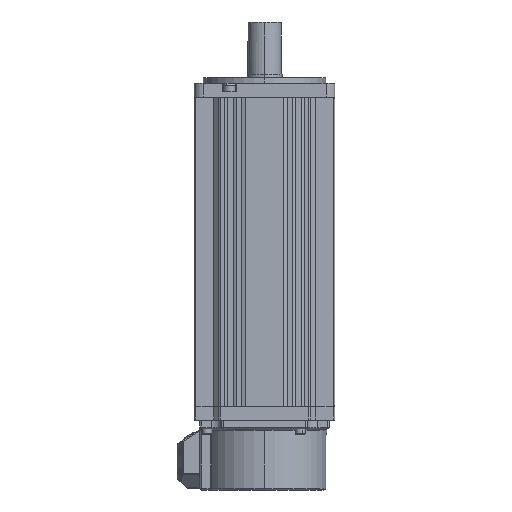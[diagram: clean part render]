
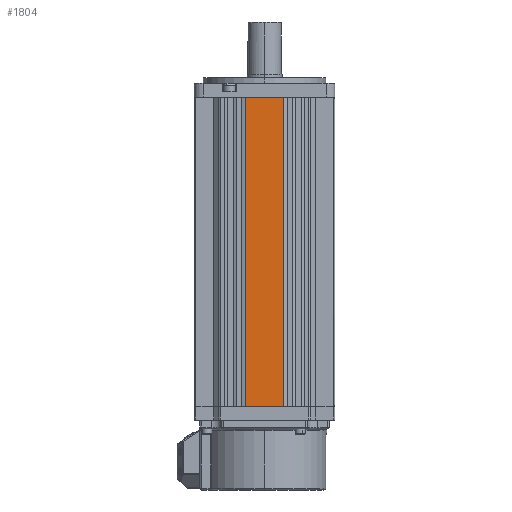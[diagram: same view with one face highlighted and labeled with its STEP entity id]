
A CAD part, left-side view. The second image highlights one B-rep face of the part: STEP entity #1804.
In plain terms, the highlighted planar face has unit normal (-1, 0, 0).
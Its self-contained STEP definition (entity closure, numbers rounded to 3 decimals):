
#1376 = EDGE_LOOP ( 'NONE', ( #5465, #7110, #3257, #3376 ) ) ;
#1804 = ADVANCED_FACE ( 'NONE', ( #4317 ), #19951, .T. ) ;
#2814 = LINE ( 'NONE', #16300, #15601 ) ;
#2948 = AXIS2_PLACEMENT_3D ( 'NONE', #8085, #17810, #17923 ) ;
#3113 = DIRECTION ( 'NONE',  ( 0., 0., 1. ) ) ;
#3257 = ORIENTED_EDGE ( 'NONE', *, *, #8205, .T. ) ;
#3373 = CARTESIAN_POINT ( 'NONE',  ( -80.262, -251.919, -325.493 ) ) ;
#3376 = ORIENTED_EDGE ( 'NONE', *, *, #15289, .T. ) ;
#4072 = DIRECTION ( 'NONE',  ( 0., 1., 0. ) ) ;
#4317 = FACE_OUTER_BOUND ( 'NONE', #1376, .T. ) ;
#4608 = DIRECTION ( 'NONE',  ( 0., 0., 1. ) ) ;
#5465 = ORIENTED_EDGE ( 'NONE', *, *, #15844, .F. ) ;
#5649 = CARTESIAN_POINT ( 'NONE',  ( -80.262, -214.779, -148.493 ) ) ;
#5757 = LINE ( 'NONE', #5649, #19483 ) ;
#7110 = ORIENTED_EDGE ( 'NONE', *, *, #17026, .F. ) ;
#8085 = CARTESIAN_POINT ( 'NONE',  ( -80.262, -214.779, -400.893 ) ) ;
#8205 = EDGE_CURVE ( 'NONE', #13672, #10452, #15177, .T. ) ;
#8591 = VERTEX_POINT ( 'NONE', #19859 ) ;
#10452 = VERTEX_POINT ( 'NONE', #19398 ) ;
#13494 = CARTESIAN_POINT ( 'NONE',  ( -80.262, -251.919, -400.893 ) ) ;
#13611 = VERTEX_POINT ( 'NONE', #20353 ) ;
#13672 = VERTEX_POINT ( 'NONE', #3373 ) ;
#15177 = LINE ( 'NONE', #13494, #18559 ) ;
#15289 = EDGE_CURVE ( 'NONE', #10452, #13611, #5757, .T. ) ;
#15601 = VECTOR ( 'NONE', #16653, 1000. ) ;
#15844 = EDGE_CURVE ( 'NONE', #8591, #13611, #20319, .T. ) ;
#16131 = VECTOR ( 'NONE', #3113, 1000. ) ;
#16300 = CARTESIAN_POINT ( 'NONE',  ( -80.262, -281.179, -325.493 ) ) ;
#16653 = DIRECTION ( 'NONE',  ( 0., 1., 0. ) ) ;
#17026 = EDGE_CURVE ( 'NONE', #13672, #8591, #2814, .T. ) ;
#17810 = DIRECTION ( 'NONE',  ( -1., 0., 0. ) ) ;
#17923 = DIRECTION ( 'NONE',  ( 0., 1., 0. ) ) ;
#18393 = CARTESIAN_POINT ( 'NONE',  ( -80.262, -230.04, -408.893 ) ) ;
#18559 = VECTOR ( 'NONE', #4608, 1000. ) ;
#19398 = CARTESIAN_POINT ( 'NONE',  ( -80.262, -251.919, -148.493 ) ) ;
#19483 = VECTOR ( 'NONE', #4072, 1000. ) ;
#19859 = CARTESIAN_POINT ( 'NONE',  ( -80.262, -230.04, -325.493 ) ) ;
#19951 = PLANE ( 'NONE',  #2948 ) ;
#20319 = LINE ( 'NONE', #18393, #16131 ) ;
#20353 = CARTESIAN_POINT ( 'NONE',  ( -80.262, -230.04, -148.493 ) ) ;
